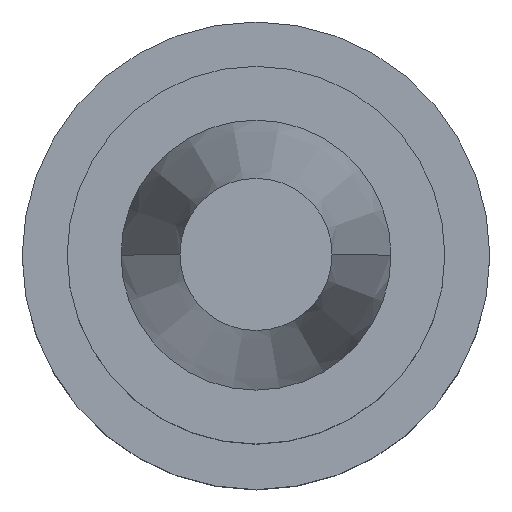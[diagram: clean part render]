
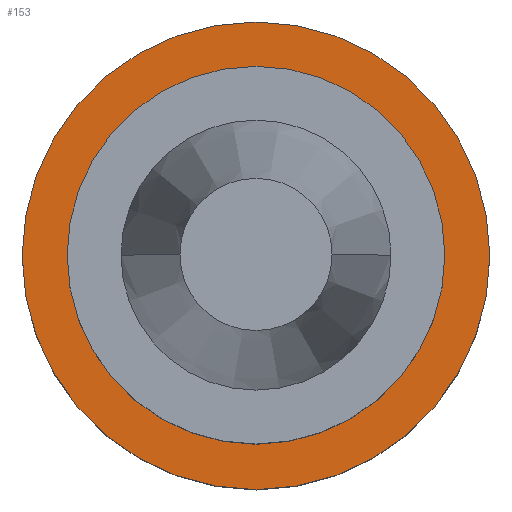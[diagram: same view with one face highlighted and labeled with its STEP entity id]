
A CAD part, top view. The second image highlights one B-rep face of the part: STEP entity #153.
In plain terms, the highlighted planar face has unit normal (0, 0, 1).
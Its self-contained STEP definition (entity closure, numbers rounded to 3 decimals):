
#90=FACE_BOUND('',#256,.T.);
#91=FACE_BOUND('',#257,.T.);
#105=CIRCLE('',#685,31.3);
#113=CIRCLE('',#697,39.);
#114=CIRCLE('',#699,39.);
#125=CIRCLE('',#722,31.3);
#153=ADVANCED_FACE('',(#90,#91),#180,.T.);
#180=PLANE('',#723);
#256=EDGE_LOOP('',(#358,#359));
#257=EDGE_LOOP('',(#360,#361));
#358=ORIENTED_EDGE('',*,*,#530,.T.);
#359=ORIENTED_EDGE('',*,*,#532,.T.);
#360=ORIENTED_EDGE('',*,*,#515,.T.);
#361=ORIENTED_EDGE('',*,*,#543,.T.);
#462=VERTEX_POINT('',#1024);
#463=VERTEX_POINT('',#1026);
#469=VERTEX_POINT('',#1050);
#470=VERTEX_POINT('',#1052);
#515=EDGE_CURVE('',#463,#462,#105,.T.);
#530=EDGE_CURVE('',#470,#469,#113,.T.);
#532=EDGE_CURVE('',#469,#470,#114,.T.);
#543=EDGE_CURVE('',#462,#463,#125,.T.);
#685=AXIS2_PLACEMENT_3D('',#1025,#808,#809);
#697=AXIS2_PLACEMENT_3D('',#1051,#839,#840);
#699=AXIS2_PLACEMENT_3D('',#1055,#844,#845);
#722=AXIS2_PLACEMENT_3D('',#1088,#890,#891);
#723=AXIS2_PLACEMENT_3D('',#1089,#892,#893);
#808=DIRECTION('',(0.,0.,-1.));
#809=DIRECTION('',(1.,0.,0.));
#839=DIRECTION('',(0.,0.,1.));
#840=DIRECTION('',(1.,0.,0.));
#844=DIRECTION('',(0.,0.,1.));
#845=DIRECTION('',(1.,0.,0.));
#890=DIRECTION('',(0.,0.,-1.));
#891=DIRECTION('',(1.,0.,0.));
#892=DIRECTION('',(0.,0.,1.));
#893=DIRECTION('',(-1.,0.,0.));
#1024=CARTESIAN_POINT('',(-31.3,0.,-65.));
#1025=CARTESIAN_POINT('',(0.,0.,-65.));
#1026=CARTESIAN_POINT('',(31.3,0.,-65.));
#1050=CARTESIAN_POINT('',(-39.,0.,-65.));
#1051=CARTESIAN_POINT('',(0.,0.,-65.));
#1052=CARTESIAN_POINT('',(39.,0.,-65.));
#1055=CARTESIAN_POINT('',(0.,0.,-65.));
#1088=CARTESIAN_POINT('',(0.,0.,-65.));
#1089=CARTESIAN_POINT('',(0.,30.5,-65.));
